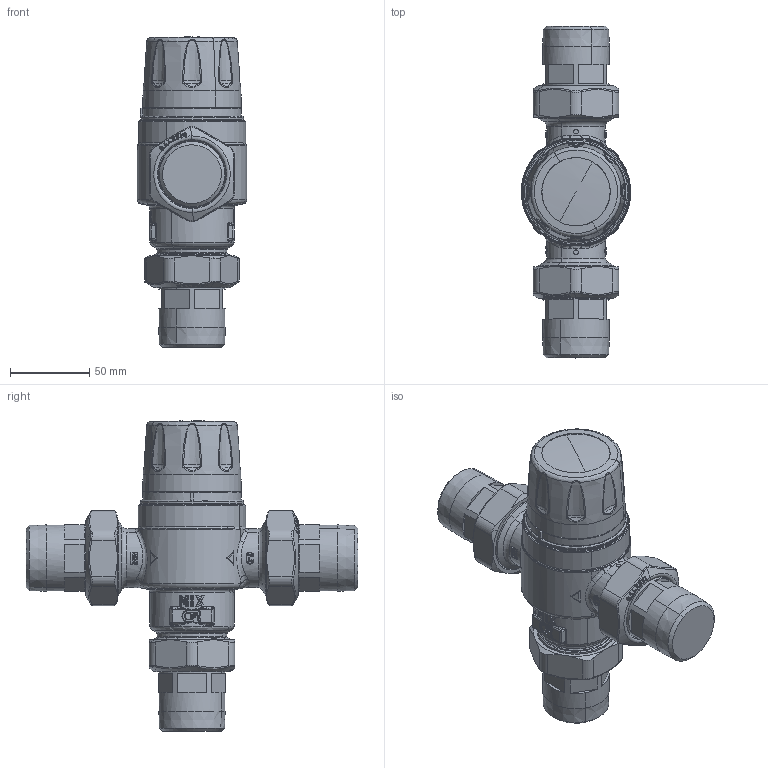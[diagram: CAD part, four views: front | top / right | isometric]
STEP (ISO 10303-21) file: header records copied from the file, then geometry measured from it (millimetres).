
FILE_DESCRIPTION(('CATIA V5 STEP Exchange','CAx-IF Rec.Pracs.--- Model Styling and Organization---1.5--- 2016-08-15','CAx-IF Rec.Pracs.---Supplemental Geometry---1.0---2011-11-01','CAx-IF Rec.Pracs.--- Composite Materials ---3.4---2017-06-13','CAx-IF Rec.Pracs.---Tessellated 3D Geometry---1.0---2015-12-17'),'2;1');
FILE_NAME('STEP_252170_-_TST.stp','2025-07-15T13:40:17+00:00',('none'),('none'),'CATIA Version 5-6 Release 2020 SP5','CATIA V5 STEP AP242 v2','none');
FILE_SCHEMA(('AP242_MANAGED_MODEL_BASED_3D_ENGINEERING_MIM_LF {1 0 10303 442 1 1 4}'));
Products named in the file (1): 252170 - TST
Bounding box: 68.9 x 209 x 195.5 mm (x, y, z)
Volume: 728532.4 mm3; surface area: 86631.8 mm2
Topology: 1 solids, 4 shells, 2438 faces, 5646 edges, 3024 vertices
Faces by surface type: bspline 1592, sphere 231, cylinder 217, plane 163, cone 161, torus 72, revolution 2
Entity records: 145591 total; most frequent: CARTESIAN_POINT 106630, ORIENTED_EDGE 10820, EDGE_CURVE 5410, B_SPLINE_CURVE_WITH_KNOTS 4161, VERTEX_POINT 3024, DIRECTION 2573, EDGE_LOOP 2482, ADVANCED_FACE 2438
